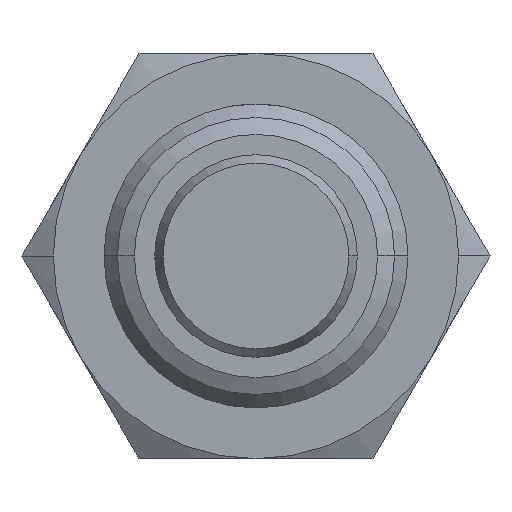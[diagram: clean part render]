
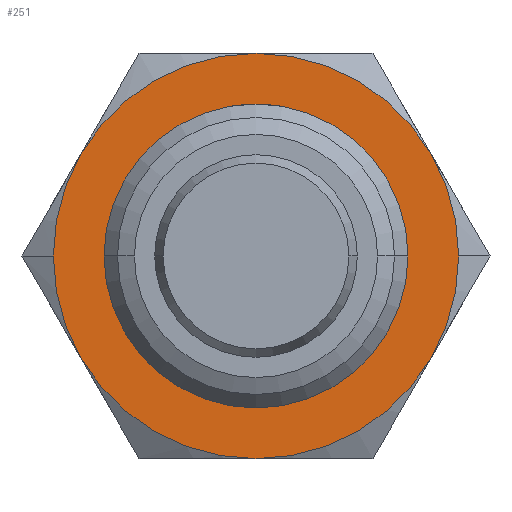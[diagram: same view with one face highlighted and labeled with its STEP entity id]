
A CAD part, front view. The second image highlights one B-rep face of the part: STEP entity #251.
In plain terms, the highlighted planar face has unit normal (0, -1, 0).
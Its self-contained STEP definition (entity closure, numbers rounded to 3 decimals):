
#251=ADVANCED_FACE('',(#424,#425),#426,.T.);
#424=FACE_OUTER_BOUND('',#604,.T.);
#425=FACE_BOUND('',#605,.T.);
#426=PLANE('',#606);
#604=EDGE_LOOP('',(#1173,#1174,#1175,#1176,#1177,#1178,#1179,#1180));
#605=EDGE_LOOP('',(#1181,#1182));
#606=AXIS2_PLACEMENT_3D('',#1183,#1184,#1185);
#1173=ORIENTED_EDGE('',*,*,#1393,.F.);
#1174=ORIENTED_EDGE('',*,*,#1379,.F.);
#1175=ORIENTED_EDGE('',*,*,#1382,.F.);
#1176=ORIENTED_EDGE('',*,*,#1384,.F.);
#1177=ORIENTED_EDGE('',*,*,#1377,.F.);
#1178=ORIENTED_EDGE('',*,*,#1388,.F.);
#1179=ORIENTED_EDGE('',*,*,#1391,.F.);
#1180=ORIENTED_EDGE('',*,*,#1373,.F.);
#1181=ORIENTED_EDGE('',*,*,#1413,.T.);
#1182=ORIENTED_EDGE('',*,*,#1357,.T.);
#1183=CARTESIAN_POINT('',(10.5,-18.0,0.0));
#1184=DIRECTION('',(0.0,-1.0,0.0));
#1185=DIRECTION('',(-1.0,0.0,0.0));
#1357=EDGE_CURVE('',#1604,#1601,#1605,.T.);
#1373=EDGE_CURVE('',#1631,#1634,#1635,.T.);
#1377=EDGE_CURVE('',#1640,#1638,#1642,.T.);
#1379=EDGE_CURVE('',#1644,#1646,#1647,.T.);
#1382=EDGE_CURVE('',#1650,#1644,#1652,.T.);
#1384=EDGE_CURVE('',#1638,#1650,#1654,.T.);
#1388=EDGE_CURVE('',#1658,#1640,#1660,.T.);
#1391=EDGE_CURVE('',#1634,#1658,#1664,.T.);
#1393=EDGE_CURVE('',#1646,#1631,#1666,.T.);
#1413=EDGE_CURVE('',#1601,#1604,#1694,.T.);
#1601=VERTEX_POINT('',#2218);
#1604=VERTEX_POINT('',#2222);
#1605=CIRCLE('',#2223,9.0);
#1631=VERTEX_POINT('',#2278);
#1634=VERTEX_POINT('',#2282);
#1635=CIRCLE('',#2283,12.0);
#1638=VERTEX_POINT('',#2297);
#1640=VERTEX_POINT('',#2300);
#1642=CIRCLE('',#2313,12.0);
#1644=VERTEX_POINT('',#2315);
#1646=VERTEX_POINT('',#2328);
#1647=CIRCLE('',#2329,12.0);
#1650=VERTEX_POINT('',#2343);
#1652=CIRCLE('',#2356,12.0);
#1654=CIRCLE('',#2369,12.0);
#1658=VERTEX_POINT('',#2395);
#1660=CIRCLE('',#2408,12.0);
#1664=CIRCLE('',#2434,12.0);
#1666=CIRCLE('',#2447,12.0);
#1694=CIRCLE('',#2585,9.0);
#2218=CARTESIAN_POINT('',(9.0,-18.0,0.0));
#2222=CARTESIAN_POINT('',(-9.0,-18.0,0.));
#2223=AXIS2_PLACEMENT_3D('',#2793,#2794,#2795);
#2278=CARTESIAN_POINT('',(12.0,-18.0,0.));
#2282=CARTESIAN_POINT('',(10.392,-18.0,-6.0));
#2283=AXIS2_PLACEMENT_3D('',#2819,#2820,#2821);
#2297=CARTESIAN_POINT('',(-12.0,-18.0,0.));
#2300=CARTESIAN_POINT('',(-10.392,-18.0,-6.0));
#2313=AXIS2_PLACEMENT_3D('',#2823,#2824,#2825);
#2315=CARTESIAN_POINT('',(0.,-18.0,12.0));
#2328=CARTESIAN_POINT('',(10.392,-18.0,6.0));
#2329=AXIS2_PLACEMENT_3D('',#2826,#2827,#2828);
#2343=CARTESIAN_POINT('',(-10.392,-18.0,6.0));
#2356=AXIS2_PLACEMENT_3D('',#2829,#2830,#2831);
#2369=AXIS2_PLACEMENT_3D('',#2832,#2833,#2834);
#2395=CARTESIAN_POINT('',(0.0,-18.0,-12.0));
#2408=AXIS2_PLACEMENT_3D('',#2835,#2836,#2837);
#2434=AXIS2_PLACEMENT_3D('',#2838,#2839,#2840);
#2447=AXIS2_PLACEMENT_3D('',#2841,#2842,#2843);
#2585=AXIS2_PLACEMENT_3D('',#2871,#2872,#2873);
#2793=CARTESIAN_POINT('',(0.0,-18.0,0.0));
#2794=DIRECTION('',(0.0,1.0,0.0));
#2795=DIRECTION('',(1.0,0.0,0.0));
#2819=CARTESIAN_POINT('',(0.0,-18.0,0.0));
#2820=DIRECTION('',(0.0,1.0,0.0));
#2821=DIRECTION('',(1.0,0.0,0.0));
#2823=CARTESIAN_POINT('',(0.0,-18.0,0.0));
#2824=DIRECTION('',(0.0,1.0,0.0));
#2825=DIRECTION('',(1.0,0.0,0.0));
#2826=CARTESIAN_POINT('',(0.0,-18.0,0.0));
#2827=DIRECTION('',(0.0,1.0,0.0));
#2828=DIRECTION('',(1.0,0.0,0.0));
#2829=CARTESIAN_POINT('',(0.0,-18.0,0.0));
#2830=DIRECTION('',(0.0,1.0,0.0));
#2831=DIRECTION('',(1.0,0.0,0.0));
#2832=CARTESIAN_POINT('',(0.0,-18.0,0.0));
#2833=DIRECTION('',(0.0,1.0,0.0));
#2834=DIRECTION('',(1.0,0.0,0.0));
#2835=CARTESIAN_POINT('',(0.0,-18.0,0.0));
#2836=DIRECTION('',(0.0,1.0,0.0));
#2837=DIRECTION('',(1.0,0.0,0.0));
#2838=CARTESIAN_POINT('',(0.0,-18.0,0.0));
#2839=DIRECTION('',(0.0,1.0,0.0));
#2840=DIRECTION('',(1.0,0.0,0.0));
#2841=CARTESIAN_POINT('',(0.0,-18.0,0.0));
#2842=DIRECTION('',(0.0,1.0,0.0));
#2843=DIRECTION('',(1.0,0.0,0.0));
#2871=CARTESIAN_POINT('',(0.0,-18.0,0.0));
#2872=DIRECTION('',(0.0,1.0,0.0));
#2873=DIRECTION('',(1.0,0.0,0.0));
